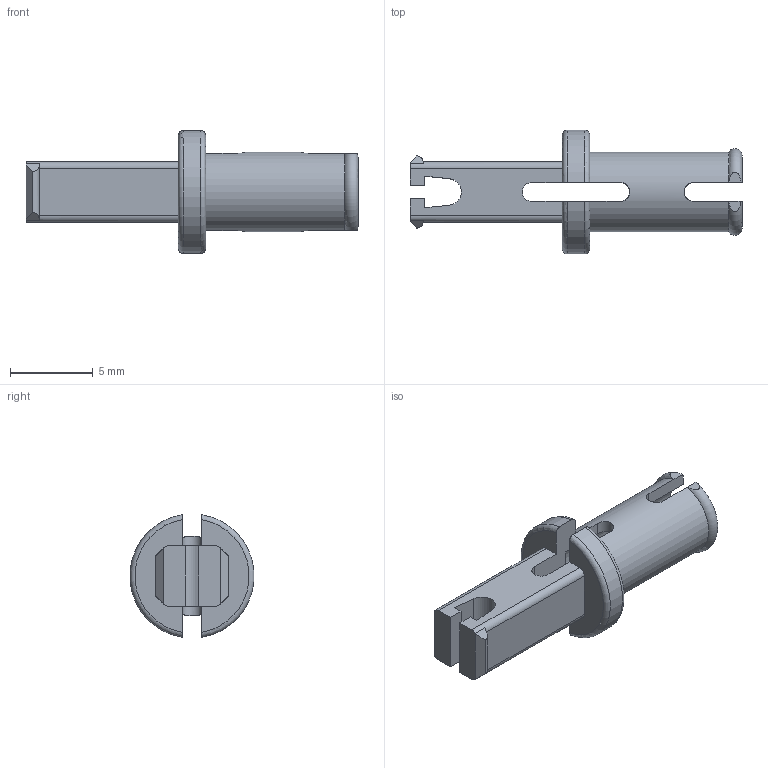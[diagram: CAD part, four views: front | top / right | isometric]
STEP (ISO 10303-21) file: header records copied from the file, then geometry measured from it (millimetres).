
FILE_DESCRIPTION(/* description */ (''),/* implementation_level */ '2;1');
FILE_NAME(/* name */ 'AXp2p.stp',/* time_stamp */ '2019-05-10T14:30:47+02:00',/* author */ ('Varga Daniel'),/* organization */ (''),/* preprocessor_version */ 'ST-DEVELOPER v18',/* originating_system */ 'Autodesk Inventor 2020',/* authorisation */ '');
FILE_SCHEMA (('AUTOMOTIVE_DESIGN { 1 0 10303 214 3 1 1 }'));
Length unit declared in the file: millimetre
Products named in the file (1): AXp2p_no_anti_skid
Bounding box: 20.05 x 7.47 x 7.41 mm (x, y, z)
Volume: 228.1 mm3; surface area: 525 mm2
Topology: 1 solids, 1 shells, 62 faces, 184 edges, 120 vertices
Faces by surface type: plane 40, cylinder 16, torus 6
Full cylindrical faces by diameter (mm): 3.35 x1, 4.8 x1
Entity records: 2363 total; most frequent: CARTESIAN_POINT 663, ORIENTED_EDGE 368, DIRECTION 328, EDGE_CURVE 184, VERTEX_POINT 120, LINE 118, VECTOR 118, AXIS2_PLACEMENT_3D 105
